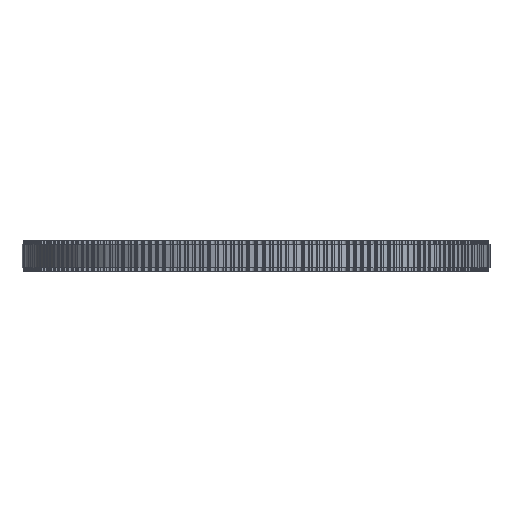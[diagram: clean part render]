
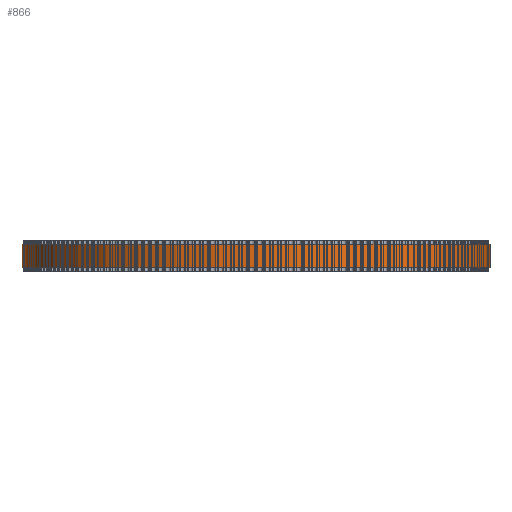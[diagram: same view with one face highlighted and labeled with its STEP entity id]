
A CAD part, front view. The second image highlights one B-rep face of the part: STEP entity #866.
In plain terms, the highlighted cylindrical face has radius 59.206 mm (diameter 118.411 mm), a full revolution.
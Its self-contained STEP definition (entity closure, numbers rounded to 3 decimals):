
#97=FACE_BOUND('',#3104,.T.);
#98=FACE_BOUND('',#3105,.T.);
#866=ADVANCED_FACE('',(#97,#98),#1611,.T.);
#1611=CYLINDRICAL_SURFACE('',#16511,59.206);
#3104=EDGE_LOOP('',(#9058));
#3105=EDGE_LOOP('',(#9059));
#9058=ORIENTED_EDGE('',*,*,#12782,.T.);
#9059=ORIENTED_EDGE('',*,*,#12783,.T.);
#10548=VERTEX_POINT('',#26200);
#10549=VERTEX_POINT('',#26202);
#12782=EDGE_CURVE('',#10548,#10548,#14272,.T.);
#12783=EDGE_CURVE('',#10549,#10549,#14273,.T.);
#14272=CIRCLE('',#16509,59.206);
#14273=CIRCLE('',#16510,59.206);
#16509=AXIS2_PLACEMENT_3D('',#26199,#21726,#21727);
#16510=AXIS2_PLACEMENT_3D('',#26201,#21728,#21729);
#16511=AXIS2_PLACEMENT_3D('',#26203,#21730,#21731);
#21726=DIRECTION('',(0.,0.,1.));
#21727=DIRECTION('',(1.,0.,0.));
#21728=DIRECTION('',(0.,0.,-1.));
#21729=DIRECTION('',(1.,0.,0.));
#21730=DIRECTION('',(0.,0.,1.));
#21731=DIRECTION('',(1.,0.,0.));
#26199=CARTESIAN_POINT('',(0.,0.,1.));
#26200=CARTESIAN_POINT('',(59.206,0.,1.));
#26201=CARTESIAN_POINT('',(0.,0.,7.));
#26202=CARTESIAN_POINT('',(59.206,0.,7.));
#26203=CARTESIAN_POINT('',(0.,0.,1.));
